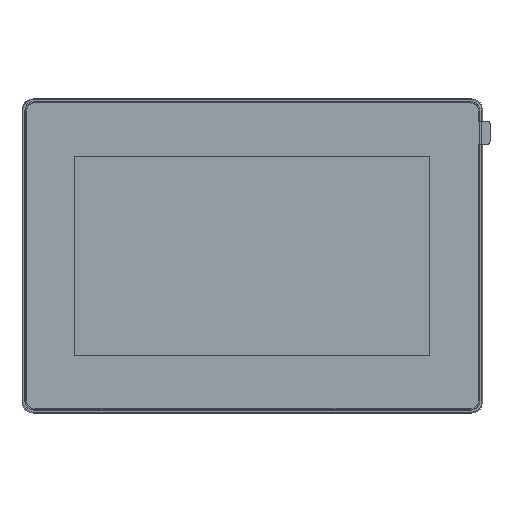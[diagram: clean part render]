
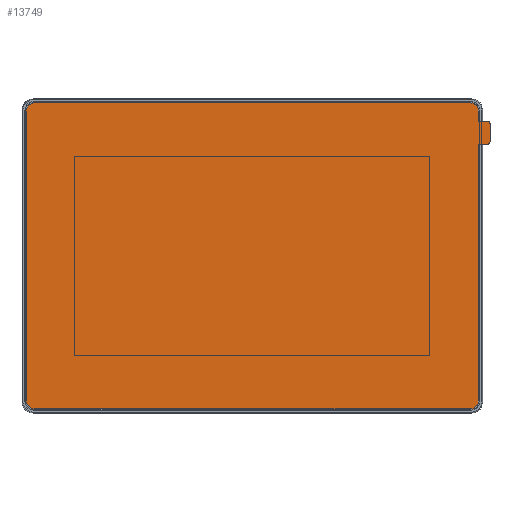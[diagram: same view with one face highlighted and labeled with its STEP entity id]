
A CAD part, top view. The second image highlights one B-rep face of the part: STEP entity #13749.
In plain terms, the highlighted face is planar.
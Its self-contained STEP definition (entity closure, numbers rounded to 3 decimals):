
#13378=CARTESIAN_POINT('',(102.8,0.1,-57.8));
#13379=DIRECTION('',(0.,-1.,0.));
#13380=DIRECTION('',(0.,0.,-1.));
#13381=AXIS2_PLACEMENT_3D('',#13378,#13379,#13380);
#13383=DIRECTION('',(0.,0.,1.));
#13384=VECTOR('',#13383,8.);
#13385=CARTESIAN_POINT('',(103.8,0.1,-57.8));
#13386=LINE('',#13385,#13384);
#13387=CARTESIAN_POINT('',(102.8,0.1,-49.8));
#13388=DIRECTION('',(0.,-1.,0.));
#13389=DIRECTION('',(1.,0.,0.));
#13390=AXIS2_PLACEMENT_3D('',#13387,#13388,#13389);
#13392=DIRECTION('',(-1.,0.,0.));
#13393=VECTOR('',#13392,4.);
#13394=CARTESIAN_POINT('',(102.8,0.1,-48.8));
#13395=LINE('',#13394,#13393);
#13396=DIRECTION('',(0.,0.,1.));
#13397=VECTOR('',#13396,112.);
#13398=CARTESIAN_POINT('',(98.8,0.1,-48.8));
#13399=LINE('',#13398,#13397);
#13400=CARTESIAN_POINT('',(95.2,0.1,63.2));
#13401=DIRECTION('',(0.,-1.,0.));
#13402=DIRECTION('',(1.,0.,0.));
#13403=AXIS2_PLACEMENT_3D('',#13400,#13401,#13402);
#13405=DIRECTION('',(-1.,0.,0.));
#13406=VECTOR('',#13405,190.4);
#13407=CARTESIAN_POINT('',(95.2,0.1,66.8));
#13408=LINE('',#13407,#13406);
#13409=CARTESIAN_POINT('',(-95.2,0.1,63.2));
#13410=DIRECTION('',(0.,-1.,0.));
#13411=DIRECTION('',(0.,0.,1.));
#13412=AXIS2_PLACEMENT_3D('',#13409,#13410,#13411);
#13414=DIRECTION('',(0.,0.,-1.));
#13415=VECTOR('',#13414,126.4);
#13416=CARTESIAN_POINT('',(-98.8,0.1,63.2));
#13417=LINE('',#13416,#13415);
#13418=CARTESIAN_POINT('',(-95.2,0.1,-63.2));
#13419=DIRECTION('',(0.,-1.,0.));
#13420=DIRECTION('',(-1.,0.,0.));
#13421=AXIS2_PLACEMENT_3D('',#13418,#13419,#13420);
#13423=DIRECTION('',(1.,0.,0.));
#13424=VECTOR('',#13423,190.4);
#13425=CARTESIAN_POINT('',(-95.2,0.1,-66.8));
#13426=LINE('',#13425,#13424);
#13427=CARTESIAN_POINT('',(95.2,0.1,-63.2));
#13428=DIRECTION('',(0.,-1.,0.));
#13429=DIRECTION('',(0.,0.,-1.));
#13430=AXIS2_PLACEMENT_3D('',#13427,#13428,#13429);
#13432=DIRECTION('',(0.,0.,1.));
#13433=VECTOR('',#13432,4.4);
#13434=CARTESIAN_POINT('',(98.8,0.1,-63.2));
#13435=LINE('',#13434,#13433);
#13436=DIRECTION('',(1.,0.,0.));
#13437=VECTOR('',#13436,4.);
#13438=CARTESIAN_POINT('',(98.8,0.1,-58.8));
#13439=LINE('',#13438,#13437);
#13468=CARTESIAN_POINT('',(103.8,0.1,-57.8));
#13469=VERTEX_POINT('',#13468);
#13470=CARTESIAN_POINT('',(102.8,0.1,-58.8));
#13471=VERTEX_POINT('',#13470);
#13472=CARTESIAN_POINT('',(103.8,0.1,-49.8));
#13473=VERTEX_POINT('',#13472);
#13474=CARTESIAN_POINT('',(102.8,0.1,-48.8));
#13475=VERTEX_POINT('',#13474);
#13476=CARTESIAN_POINT('',(98.8,0.1,-48.8));
#13477=VERTEX_POINT('',#13476);
#13478=CARTESIAN_POINT('',(98.8,0.1,63.2));
#13479=VERTEX_POINT('',#13478);
#13480=CARTESIAN_POINT('',(95.2,0.1,66.8));
#13481=VERTEX_POINT('',#13480);
#13482=CARTESIAN_POINT('',(-95.2,0.1,66.8));
#13483=VERTEX_POINT('',#13482);
#13484=CARTESIAN_POINT('',(-98.8,0.1,63.2));
#13485=VERTEX_POINT('',#13484);
#13486=CARTESIAN_POINT('',(-98.8,0.1,-63.2));
#13487=VERTEX_POINT('',#13486);
#13488=CARTESIAN_POINT('',(-95.2,0.1,-66.8));
#13489=VERTEX_POINT('',#13488);
#13490=CARTESIAN_POINT('',(95.2,0.1,-66.8));
#13491=VERTEX_POINT('',#13490);
#13492=CARTESIAN_POINT('',(98.8,0.1,-63.2));
#13493=VERTEX_POINT('',#13492);
#13494=CARTESIAN_POINT('',(98.8,0.1,-58.8));
#13495=VERTEX_POINT('',#13494);
#13728=CARTESIAN_POINT('',(0.,0.1,0.));
#13729=DIRECTION('',(0.,1.,0.));
#13730=DIRECTION('',(1.,0.,0.));
#13731=AXIS2_PLACEMENT_3D('',#13728,#13729,#13730);
#13732=PLANE('',#13731);
#13733=ORIENTED_EDGE('',*,*,#13540,.T.);
#13734=ORIENTED_EDGE('',*,*,#13556,.T.);
#13735=ORIENTED_EDGE('',*,*,#13569,.T.);
#13736=ORIENTED_EDGE('',*,*,#13584,.T.);
#13737=ORIENTED_EDGE('',*,*,#13598,.T.);
#13738=ORIENTED_EDGE('',*,*,#13611,.T.);
#13739=ORIENTED_EDGE('',*,*,#13624,.T.);
#13740=ORIENTED_EDGE('',*,*,#13639,.T.);
#13741=ORIENTED_EDGE('',*,*,#13652,.T.);
#13742=ORIENTED_EDGE('',*,*,#13667,.T.);
#13743=ORIENTED_EDGE('',*,*,#13682,.T.);
#13744=ORIENTED_EDGE('',*,*,#13695,.T.);
#13745=ORIENTED_EDGE('',*,*,#13708,.T.);
#13746=ORIENTED_EDGE('',*,*,#13721,.T.);
#13747=EDGE_LOOP('',(#13733,#13734,#13735,#13736,#13737,#13738,#13739,#13740,
#13741,#13742,#13743,#13744,#13745,#13746));
#13748=FACE_OUTER_BOUND('',#13747,.F.);
#13382=CIRCLE('',#13381,1.);
#13391=CIRCLE('',#13390,1.);
#13404=CIRCLE('',#13403,3.6);
#13413=CIRCLE('',#13412,3.6);
#13422=CIRCLE('',#13421,3.6);
#13431=CIRCLE('',#13430,3.6);
#13540=EDGE_CURVE('',#13471,#13469,#13382,.T.);
#13556=EDGE_CURVE('',#13469,#13473,#13386,.T.);
#13569=EDGE_CURVE('',#13473,#13475,#13391,.T.);
#13584=EDGE_CURVE('',#13475,#13477,#13395,.T.);
#13598=EDGE_CURVE('',#13477,#13479,#13399,.T.);
#13611=EDGE_CURVE('',#13479,#13481,#13404,.T.);
#13624=EDGE_CURVE('',#13481,#13483,#13408,.T.);
#13639=EDGE_CURVE('',#13483,#13485,#13413,.T.);
#13652=EDGE_CURVE('',#13485,#13487,#13417,.T.);
#13667=EDGE_CURVE('',#13487,#13489,#13422,.T.);
#13682=EDGE_CURVE('',#13489,#13491,#13426,.T.);
#13695=EDGE_CURVE('',#13491,#13493,#13431,.T.);
#13708=EDGE_CURVE('',#13493,#13495,#13435,.T.);
#13721=EDGE_CURVE('',#13495,#13471,#13439,.T.);
#13749=ADVANCED_FACE('',(#13748),#13732,.T.);
